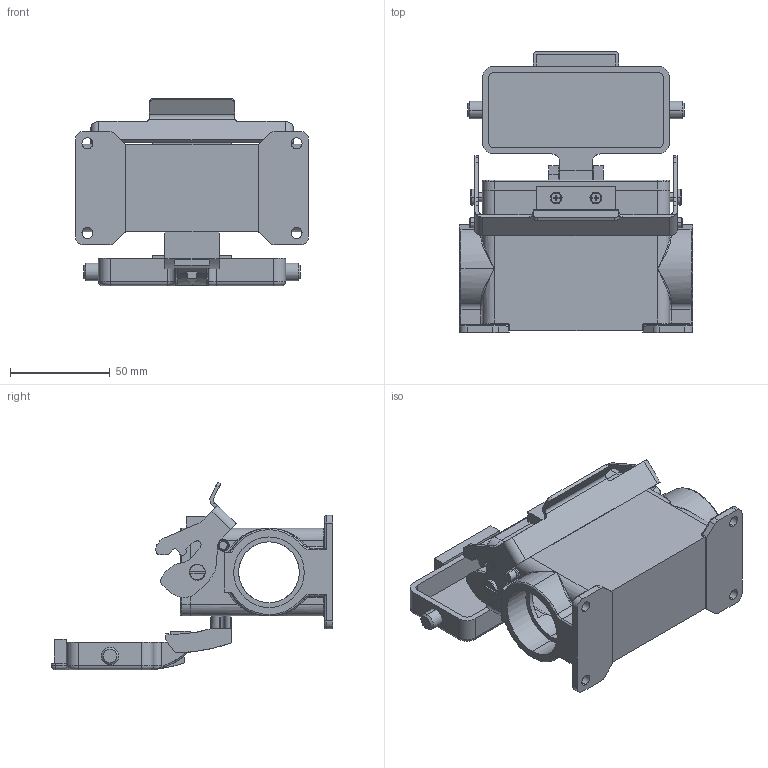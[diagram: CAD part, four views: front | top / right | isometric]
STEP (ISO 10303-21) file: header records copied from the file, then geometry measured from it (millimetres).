
FILE_DESCRIPTION (( 'STEP AP214' ), '1' );
FILE_NAME ('ZP-MC16B-2-SM29CAL.step', '2015-08-12T18:16:51', ( '' ), ( '' ), 'SwSTEP 2.0', 'SolidWorks 2014', '' );
FILE_SCHEMA (( 'AUTOMOTIVE_DESIGN' ));
Length unit declared in the file: millimetre
Products named in the file (1): ZP-MC16B-2-SM29CAL
Bounding box: 117 x 141.25 x 94.1 mm (x, y, z)
Volume: 156428.2 mm3; surface area: 86952.9 mm2
Topology: 11 solids, 11 shells, 584 faces, 1494 edges, 931 vertices
Faces by surface type: plane 242, cylinder 194, bspline 60, torus 51, cone 34, sphere 3
Entity records: 20129 total; most frequent: CARTESIAN_POINT 5299, ORIENTED_EDGE 2946, DIRECTION 2750, EDGE_CURVE 1473, AXIS2_PLACEMENT_3D 992, VERTEX_POINT 931, VECTOR 766, LINE 766
